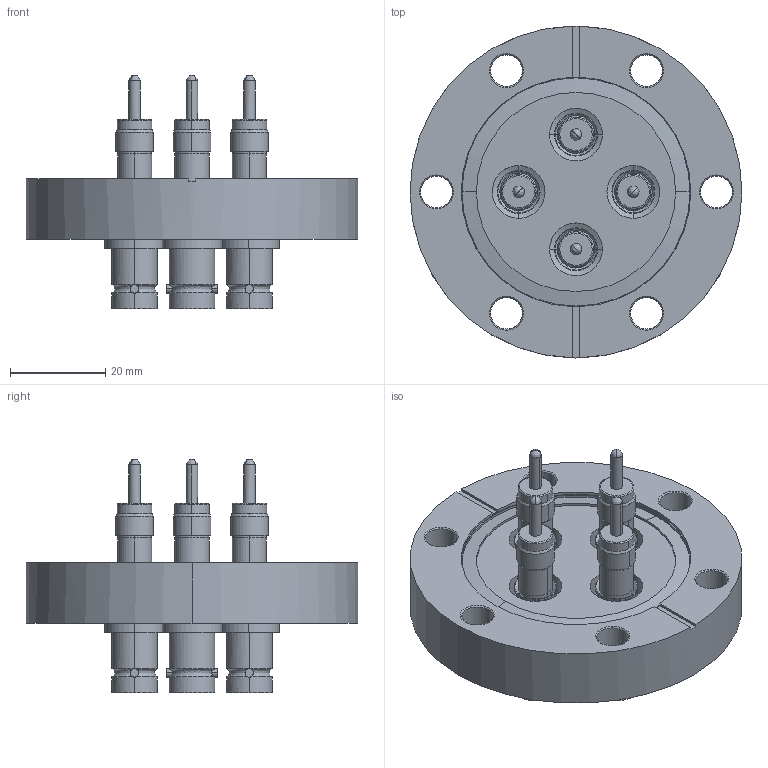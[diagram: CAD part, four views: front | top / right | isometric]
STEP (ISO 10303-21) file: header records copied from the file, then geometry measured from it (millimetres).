
FILE_DESCRIPTION (( 'STEP AP203' ), '1' );
FILE_NAME ('A0339-1-CF.STEP', '2011-11-04T16:57:21', ( '' ), ( '' ), 'SwSTEP 2.0', 'SolidWorks 2011', '' );
FILE_SCHEMA (( 'CONFIG_CONTROL_DESIGN' ));
Length unit declared in the file: inch
Products named in the file (1): A0339-1-CF
Bounding box: 69.85 x 69.85 x 49.15 mm (x, y, z)
Volume: 47024 mm3; surface area: 26498.7 mm2
Topology: 1 solids, 5 shells, 457 faces, 1054 edges, 652 vertices
Faces by surface type: cylinder 228, cone 122, plane 75, bspline 32
Entity records: 13739 total; most frequent: CARTESIAN_POINT 3044, DIRECTION 2434, ORIENTED_EDGE 2092, EDGE_CURVE 1046, AXIS2_PLACEMENT_3D 1034, VERTEX_POINT 652, CIRCLE 608, EDGE_LOOP 530
